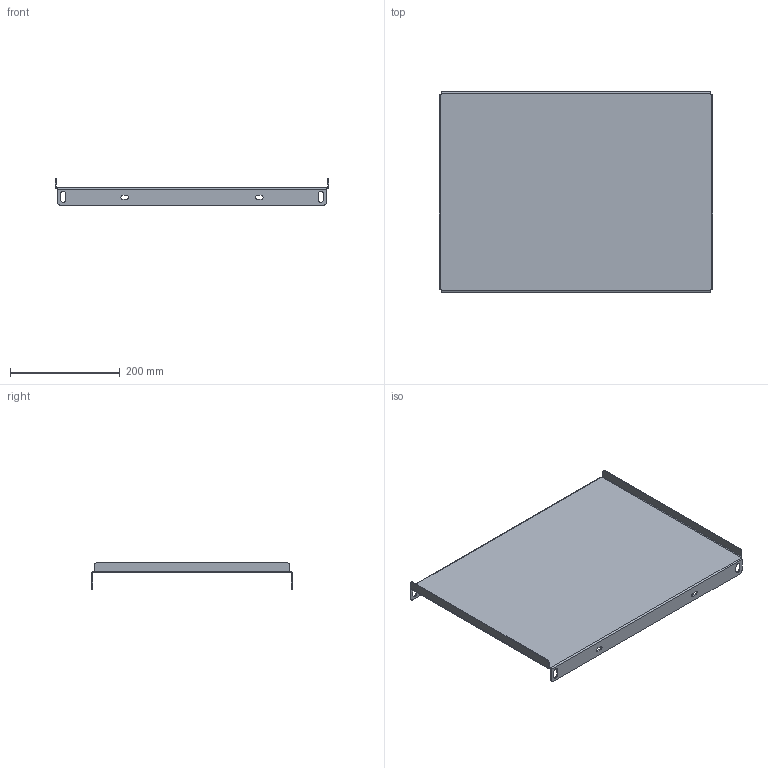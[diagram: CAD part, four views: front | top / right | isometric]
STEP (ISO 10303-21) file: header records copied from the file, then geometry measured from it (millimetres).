
FILE_DESCRIPTION (( 'STEP AP203' ), '1' );
FILE_NAME ('EUPU-060040.STEP', '2015-04-22T09:24:29', ( 'Admin' ), ( '' ), 'SwSTEP 2.0', 'SolidWorks 2014', '' );
FILE_SCHEMA (( 'CONFIG_CONTROL_DESIGN' ));
Length unit declared in the file: millimetre
Products named in the file (1): EUPU-060040
Bounding box: 498 x 365 x 47.5 mm (x, y, z)
Volume: 434231.3 mm3; surface area: 443732.9 mm2
Topology: 1 solids, 1 shells, 82 faces, 240 edges, 160 vertices
Faces by surface type: plane 46, cylinder 36
Entity records: 2845 total; most frequent: CARTESIAN_POINT 483, ORIENTED_EDGE 480, DIRECTION 478, EDGE_CURVE 240, VECTOR 168, LINE 168, VERTEX_POINT 160, AXIS2_PLACEMENT_3D 155
